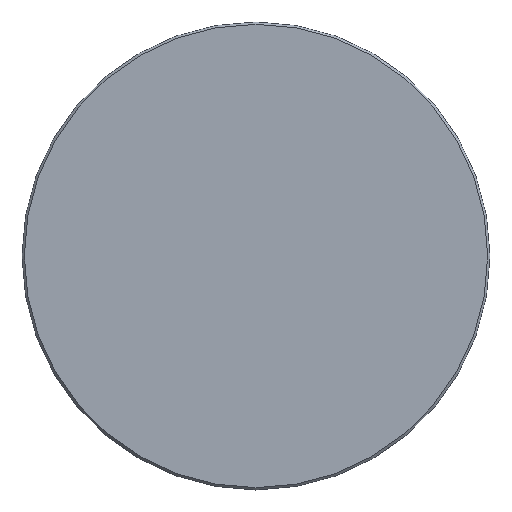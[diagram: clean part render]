
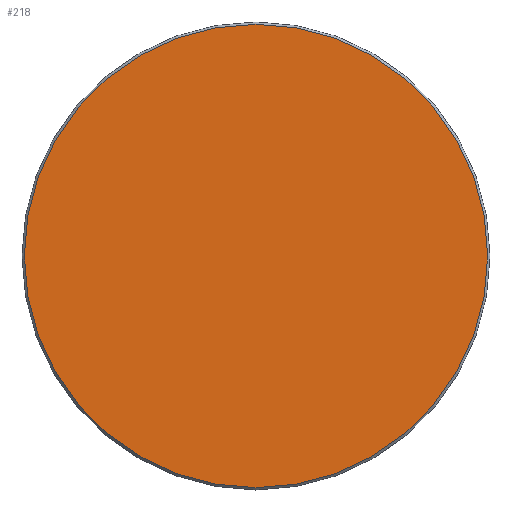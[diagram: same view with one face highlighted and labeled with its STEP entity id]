
A CAD part, top view. The second image highlights one B-rep face of the part: STEP entity #218.
In plain terms, the highlighted planar face has unit normal (0, 0, 1).
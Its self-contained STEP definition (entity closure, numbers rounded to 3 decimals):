
#5 = ORIENTED_EDGE ( 'NONE', *, *, #18, .T. ) ;
#7 = AXIS2_PLACEMENT_3D ( 'NONE', #239, #25, #92 ) ;
#18 = EDGE_CURVE ( 'NONE', #110, #211, #183, .T. ) ;
#21 = PLANE ( 'NONE',  #72 ) ;
#22 = ORIENTED_EDGE ( 'NONE', *, *, #220, .T. ) ;
#25 = DIRECTION ( 'NONE',  ( 0., 0., 1. ) ) ;
#51 = CARTESIAN_POINT ( 'NONE',  ( 0., 0., 0. ) ) ;
#60 = DIRECTION ( 'NONE',  ( -1., 0., 0. ) ) ;
#72 = AXIS2_PLACEMENT_3D ( 'NONE', #51, #212, #134 ) ;
#75 = FACE_OUTER_BOUND ( 'NONE', #99, .T. ) ;
#82 = CARTESIAN_POINT ( 'NONE',  ( 25.15, 0., 0. ) ) ;
#92 = DIRECTION ( 'NONE',  ( -1., 0., 0. ) ) ;
#99 = EDGE_LOOP ( 'NONE', ( #22, #5 ) ) ;
#110 = VERTEX_POINT ( 'NONE', #82 ) ;
#120 = AXIS2_PLACEMENT_3D ( 'NONE', #181, #164, #60 ) ;
#123 = CIRCLE ( 'NONE', #7, 25.15 ) ;
#134 = DIRECTION ( 'NONE',  ( -1., 0., 0. ) ) ;
#155 = CARTESIAN_POINT ( 'NONE',  ( -25.15, 0., 0. ) ) ;
#164 = DIRECTION ( 'NONE',  ( 0., 0., 1. ) ) ;
#181 = CARTESIAN_POINT ( 'NONE',  ( 0., 0., 0. ) ) ;
#183 = CIRCLE ( 'NONE', #120, 25.15 ) ;
#211 = VERTEX_POINT ( 'NONE', #155 ) ;
#212 = DIRECTION ( 'NONE',  ( 0., 0., -1. ) ) ;
#218 = ADVANCED_FACE ( 'NONE', ( #75 ), #21, .F. ) ;
#220 = EDGE_CURVE ( 'NONE', #211, #110, #123, .T. ) ;
#239 = CARTESIAN_POINT ( 'NONE',  ( 0., 0., 0. ) ) ;
